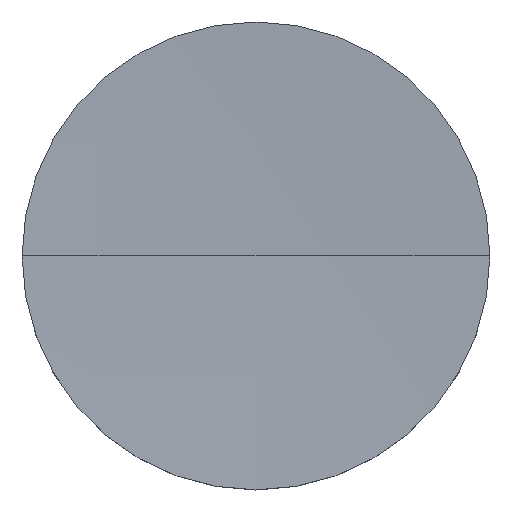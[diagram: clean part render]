
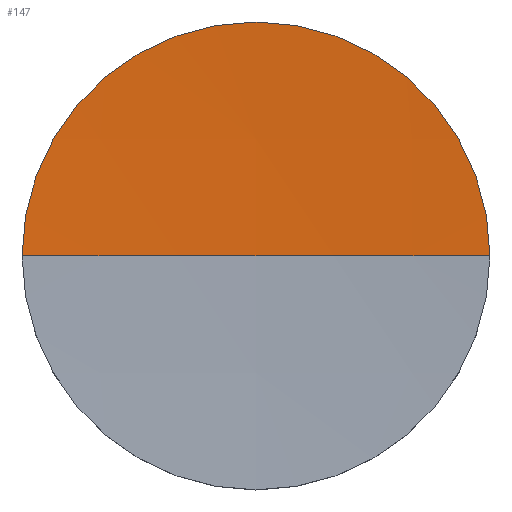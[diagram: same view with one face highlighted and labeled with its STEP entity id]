
A CAD part, top view. The second image highlights one B-rep face of the part: STEP entity #147.
In plain terms, the highlighted spherical face has radius 800 mm.
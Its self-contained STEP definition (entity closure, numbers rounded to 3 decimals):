
#16 = CIRCLE ( 'NONE', #77, 800. ) ;
#18 = DIRECTION ( 'NONE',  ( 0., 1., 0. ) ) ;
#28 = CIRCLE ( 'NONE', #60, 38.1 ) ;
#31 = ORIENTED_EDGE ( 'NONE', *, *, #44, .F. ) ;
#38 = DIRECTION ( 'NONE',  ( 1., 0., 0. ) ) ;
#42 = CIRCLE ( 'NONE', #164, 800. ) ;
#44 = EDGE_CURVE ( 'NONE', #106, #131, #16, .T. ) ;
#48 = VERTEX_POINT ( 'NONE', #161 ) ;
#60 = AXIS2_PLACEMENT_3D ( 'NONE', #137, #191, #82 ) ;
#62 = AXIS2_PLACEMENT_3D ( 'NONE', #181, #194, #38 ) ;
#72 = CARTESIAN_POINT ( 'NONE',  ( 0., 0., 811.792 ) ) ;
#77 = AXIS2_PLACEMENT_3D ( 'NONE', #115, #18, #192 ) ;
#82 = DIRECTION ( 'NONE',  ( 1., 0., 0. ) ) ;
#93 = ORIENTED_EDGE ( 'NONE', *, *, #175, .T. ) ;
#106 = VERTEX_POINT ( 'NONE', #165 ) ;
#109 = EDGE_LOOP ( 'NONE', ( #148, #93, #31 ) ) ;
#112 = CARTESIAN_POINT ( 'NONE',  ( 0., 0., 11.792 ) ) ;
#115 = CARTESIAN_POINT ( 'NONE',  ( 0., 0., 811.792 ) ) ;
#125 = EDGE_CURVE ( 'NONE', #48, #106, #28, .T. ) ;
#131 = VERTEX_POINT ( 'NONE', #112 ) ;
#137 = CARTESIAN_POINT ( 'NONE',  ( 0., 0., 12.7 ) ) ;
#138 = SPHERICAL_SURFACE ( 'NONE', #62, 800. ) ;
#139 = DIRECTION ( 'NONE',  ( 0., -1., 0. ) ) ;
#147 = ADVANCED_FACE ( 'NONE', ( #183 ), #138, .F. ) ;
#148 = ORIENTED_EDGE ( 'NONE', *, *, #125, .F. ) ;
#161 = CARTESIAN_POINT ( 'NONE',  ( -38.1, 0., 12.7 ) ) ;
#164 = AXIS2_PLACEMENT_3D ( 'NONE', #72, #139, #195 ) ;
#165 = CARTESIAN_POINT ( 'NONE',  ( 38.1, 0., 12.7 ) ) ;
#175 = EDGE_CURVE ( 'NONE', #48, #131, #42, .T. ) ;
#181 = CARTESIAN_POINT ( 'NONE',  ( 0., 0., 811.792 ) ) ;
#183 = FACE_OUTER_BOUND ( 'NONE', #109, .T. ) ;
#191 = DIRECTION ( 'NONE',  ( 0., 0., -1. ) ) ;
#192 = DIRECTION ( 'NONE',  ( 0., 0., 1. ) ) ;
#194 = DIRECTION ( 'NONE',  ( 0., -1., 0. ) ) ;
#195 = DIRECTION ( 'NONE',  ( 1., 0., 0. ) ) ;
